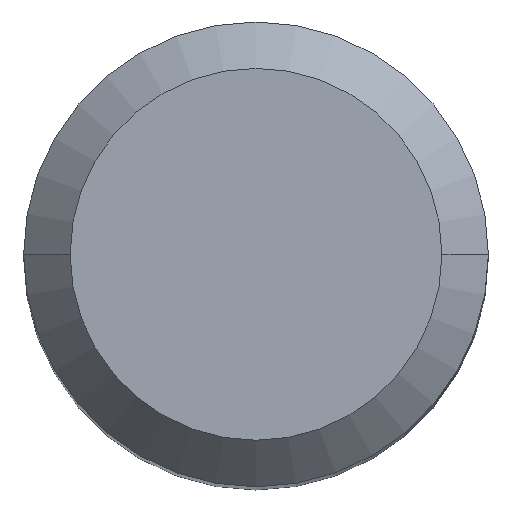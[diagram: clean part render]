
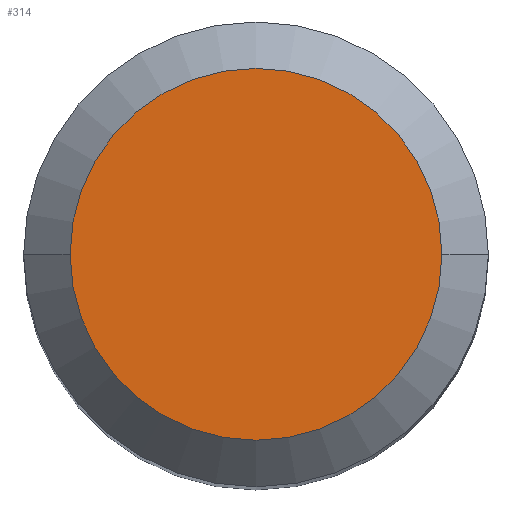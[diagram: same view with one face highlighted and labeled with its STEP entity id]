
A CAD part, top view. The second image highlights one B-rep face of the part: STEP entity #314.
In plain terms, the highlighted planar face has unit normal (0, 0, 1).
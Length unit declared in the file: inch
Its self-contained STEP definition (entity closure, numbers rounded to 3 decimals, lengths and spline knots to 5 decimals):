
#28 = CARTESIAN_POINT ( 'NONE',  ( 0.15748, 0., 0. ) ) ;
#62 = ORIENTED_EDGE ( 'NONE', *, *, #137, .T. ) ;
#66 = CIRCLE ( 'NONE', #342, 0.15748 ) ;
#108 = DIRECTION ( 'NONE',  ( 1., 0., 0. ) ) ;
#109 = CARTESIAN_POINT ( 'NONE',  ( 0., 0., 0. ) ) ;
#119 = DIRECTION ( 'NONE',  ( 0., 0., 1. ) ) ;
#137 = EDGE_CURVE ( 'NONE', #359, #419, #66, .T. ) ;
#174 = DIRECTION ( 'NONE',  ( 0., 0., -1. ) ) ;
#188 = CIRCLE ( 'NONE', #425, 0.15748 ) ;
#211 = CARTESIAN_POINT ( 'NONE',  ( 0., 0., 0. ) ) ;
#241 = CARTESIAN_POINT ( 'NONE',  ( -0.15748, 0., 0. ) ) ;
#252 = EDGE_CURVE ( 'NONE', #419, #359, #188, .T. ) ;
#262 = DIRECTION ( 'NONE',  ( 0., 0., 1. ) ) ;
#272 = DIRECTION ( 'NONE',  ( 1., 0., 0. ) ) ;
#278 = ORIENTED_EDGE ( 'NONE', *, *, #252, .T. ) ;
#291 = AXIS2_PLACEMENT_3D ( 'NONE', #211, #174, #363 ) ;
#311 = PLANE ( 'NONE',  #291 ) ;
#314 = ADVANCED_FACE ( 'NONE', ( #433 ), #311, .F. ) ;
#342 = AXIS2_PLACEMENT_3D ( 'NONE', #109, #262, #108 ) ;
#359 = VERTEX_POINT ( 'NONE', #241 ) ;
#363 = DIRECTION ( 'NONE',  ( -1., 0., 0. ) ) ;
#419 = VERTEX_POINT ( 'NONE', #28 ) ;
#425 = AXIS2_PLACEMENT_3D ( 'NONE', #426, #119, #272 ) ;
#426 = CARTESIAN_POINT ( 'NONE',  ( 0., 0., 0. ) ) ;
#433 = FACE_OUTER_BOUND ( 'NONE', #485, .T. ) ;
#485 = EDGE_LOOP ( 'NONE', ( #62, #278 ) ) ;
